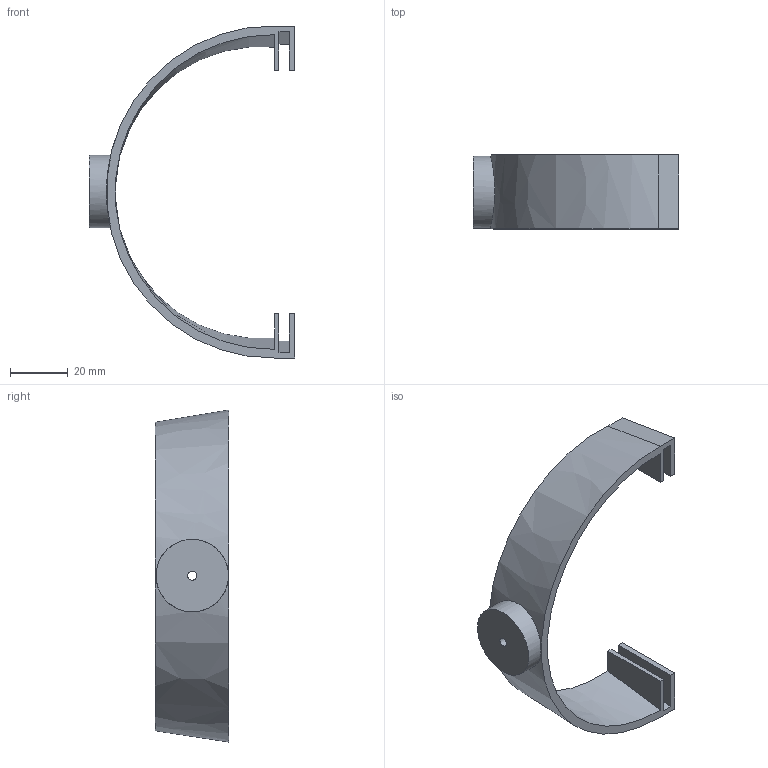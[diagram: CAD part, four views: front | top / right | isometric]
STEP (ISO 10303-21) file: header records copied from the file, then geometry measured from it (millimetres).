
FILE_DESCRIPTION(/* description */ (''),/* implementation_level */ '2;1');
FILE_NAME(/* name */ 'hhh.step',/* time_stamp */ '2025-09-14T07:04:13-05:00',/* author */ (''),/* organization */ (''),/* preprocessor_version */ 'ST-DEVELOPER v20.1',/* originating_system */ 'Autodesk Translation Framework v14.17.0.0',/* authorisation */ '');
FILE_SCHEMA (('AUTOMOTIVE_DESIGN { 1 0 10303 214 3 1 1 }'));
Length unit declared in the file: millimetre
Products named in the file (1): final
Bounding box: 71 x 25.5 x 114.5 mm (x, y, z)
Volume: 19070.1 mm3; surface area: 13859.1 mm2
Topology: 1 solids, 1 shells, 32 faces, 89 edges, 61 vertices
Faces by surface type: plane 28, cylinder 2, bspline 2
Full cylindrical faces by diameter (mm): 3.171 x1, 25 x1
Entity records: 1205 total; most frequent: CARTESIAN_POINT 366, ORIENTED_EDGE 178, DIRECTION 144, EDGE_CURVE 89, LINE 66, VECTOR 66, VERTEX_POINT 61, AXIS2_PLACEMENT_3D 39
